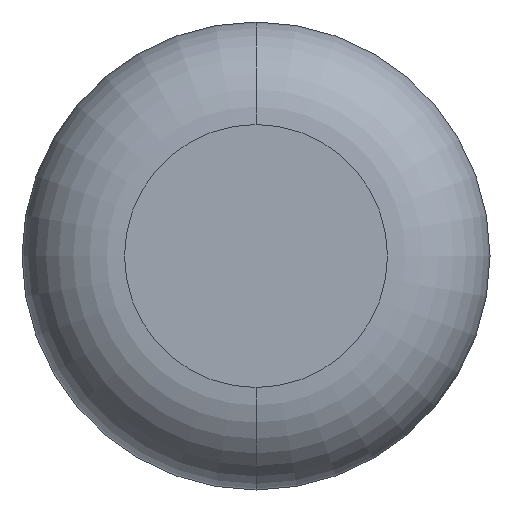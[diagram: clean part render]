
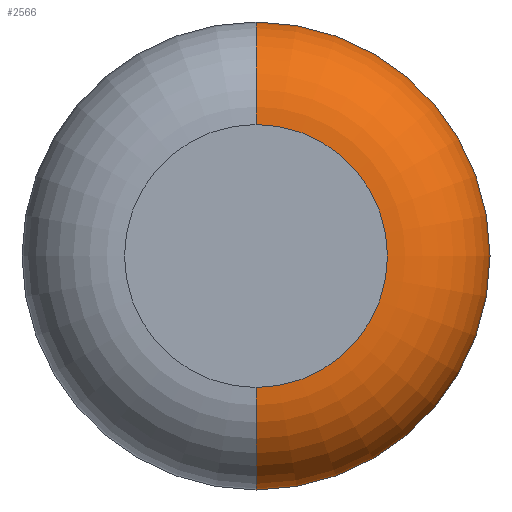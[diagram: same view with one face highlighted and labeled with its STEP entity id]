
A CAD part, front view. The second image highlights one B-rep face of the part: STEP entity #2566.
In plain terms, the highlighted toroidal (fillet/blend) face has major radius 0.385 mm and minor radius 0.3 mm.
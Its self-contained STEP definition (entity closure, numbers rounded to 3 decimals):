
#189 = DIRECTION ( 'NONE',  ( 0., 0., 1. ) ) ;
#354 = EDGE_CURVE ( 'NONE', #495, #1371, #1622, .T. ) ;
#495 = VERTEX_POINT ( 'NONE', #2600 ) ;
#617 = CARTESIAN_POINT ( 'NONE',  ( 0., -18.2, -0.685 ) ) ;
#739 = CARTESIAN_POINT ( 'NONE',  ( 0., -18.2, 0. ) ) ;
#787 = ORIENTED_EDGE ( 'NONE', *, *, #354, .T. ) ;
#789 = ORIENTED_EDGE ( 'NONE', *, *, #2967, .F. ) ;
#1006 = DIRECTION ( 'NONE',  ( 0., 0., 1. ) ) ;
#1060 = CIRCLE ( 'NONE', #2027, 0.385 ) ;
#1119 = CARTESIAN_POINT ( 'NONE',  ( 0., -18.2, 0.385 ) ) ;
#1128 = CARTESIAN_POINT ( 'NONE',  ( 0., -18.2, 0.685 ) ) ;
#1167 = VERTEX_POINT ( 'NONE', #1684 ) ;
#1218 = DIRECTION ( 'NONE',  ( 0., 1., 0. ) ) ;
#1273 = TOROIDAL_SURFACE ( 'NONE', #1581, 0.385, 0.3 ) ;
#1335 = DIRECTION ( 'NONE',  ( 0., 0., -1. ) ) ;
#1371 = VERTEX_POINT ( 'NONE', #617 ) ;
#1427 = CIRCLE ( 'NONE', #2255, 0.685 ) ;
#1581 = AXIS2_PLACEMENT_3D ( 'NONE', #739, #1218, #2867 ) ;
#1595 = DIRECTION ( 'NONE',  ( -1., 0., 0. ) ) ;
#1622 = CIRCLE ( 'NONE', #2106, 0.3 ) ;
#1684 = CARTESIAN_POINT ( 'NONE',  ( 0., -18.5, 0.385 ) ) ;
#1828 = DIRECTION ( 'NONE',  ( 0., 0., 1. ) ) ;
#1957 = ORIENTED_EDGE ( 'NONE', *, *, #2128, .F. ) ;
#2011 = VERTEX_POINT ( 'NONE', #1128 ) ;
#2027 = AXIS2_PLACEMENT_3D ( 'NONE', #2393, #2187, #1006 ) ;
#2049 = CARTESIAN_POINT ( 'NONE',  ( 0., -18.2, 0. ) ) ;
#2054 = FACE_OUTER_BOUND ( 'NONE', #2523, .T. ) ;
#2106 = AXIS2_PLACEMENT_3D ( 'NONE', #2294, #2315, #1335 ) ;
#2115 = CIRCLE ( 'NONE', #2472, 0.3 ) ;
#2128 = EDGE_CURVE ( 'Defeature ausgef�hrt1_3+Defeature ausgef�hrt1_4+Defeature ausgef�hrt1_4+Defeature ausgef�hrt1_4', #495, #1167, #1060, .T. ) ;
#2187 = DIRECTION ( 'NONE',  ( 0., -1., 0. ) ) ;
#2255 = AXIS2_PLACEMENT_3D ( 'NONE', #2049, #2987, #1828 ) ;
#2294 = CARTESIAN_POINT ( 'NONE',  ( 0., -18.2, -0.385 ) ) ;
#2307 = EDGE_CURVE ( 'Defeature ausgef�hrt1_2+Defeature ausgef�hrt1_4+Defeature ausgef�hrt1_4+Defeature ausgef�hrt1_4', #2011, #1371, #1427, .T. ) ;
#2315 = DIRECTION ( 'NONE',  ( 1., 0., 0. ) ) ;
#2393 = CARTESIAN_POINT ( 'NONE',  ( 0., -18.5, 0. ) ) ;
#2472 = AXIS2_PLACEMENT_3D ( 'NONE', #1119, #1595, #189 ) ;
#2523 = EDGE_LOOP ( 'NONE', ( #1957, #787, #2526, #789 ) ) ;
#2526 = ORIENTED_EDGE ( 'NONE', *, *, #2307, .F. ) ;
#2566 = ADVANCED_FACE ( 'Defeature ausgef�hrt1_4', ( #2054 ), #1273, .T. ) ;
#2600 = CARTESIAN_POINT ( 'NONE',  ( 0., -18.5, -0.385 ) ) ;
#2867 = DIRECTION ( 'NONE',  ( 0., 0., 1. ) ) ;
#2967 = EDGE_CURVE ( 'NONE', #1167, #2011, #2115, .T. ) ;
#2987 = DIRECTION ( 'NONE',  ( 0., 1., 0. ) ) ;
